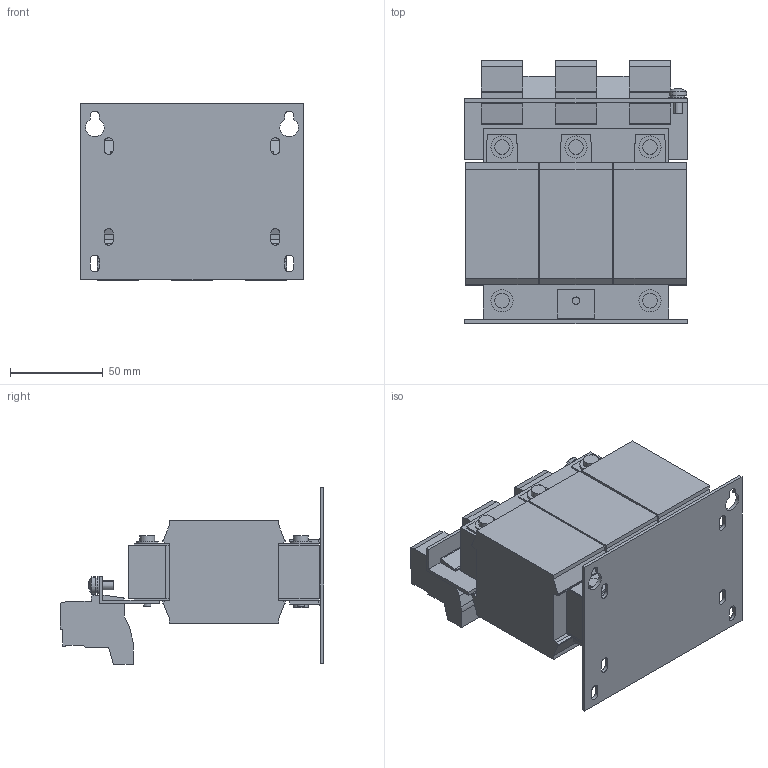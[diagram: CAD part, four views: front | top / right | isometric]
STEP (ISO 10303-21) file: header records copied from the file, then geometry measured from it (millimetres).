
FILE_DESCRIPTION (( 'STEP AP214' ), '1' );
FILE_NAME ('151062.STEP', '2020-12-04T08:28:29', ( '' ), ( '' ), 'SwSTEP 2.0', 'SolidWorks 2018', '' );
FILE_SCHEMA (( 'AUTOMOTIVE_DESIGN' ));
Length unit declared in the file: millimetre
Products named in the file (1): 151062
Bounding box: 120 x 142.4 x 95.59 mm (x, y, z)
Volume: 629474.5 mm3; surface area: 114832.6 mm2
Topology: 1 solids, 1 shells, 664 faces, 1792 edges, 1177 vertices
Faces by surface type: plane 487, cylinder 107, bspline 57, cone 6, torus 5, sphere 2
Entity records: 23362 total; most frequent: CARTESIAN_POINT 6777, ORIENTED_EDGE 3580, DIRECTION 3134, EDGE_CURVE 1790, VECTOR 1402, LINE 1402, VERTEX_POINT 1177, AXIS2_PLACEMENT_3D 866
